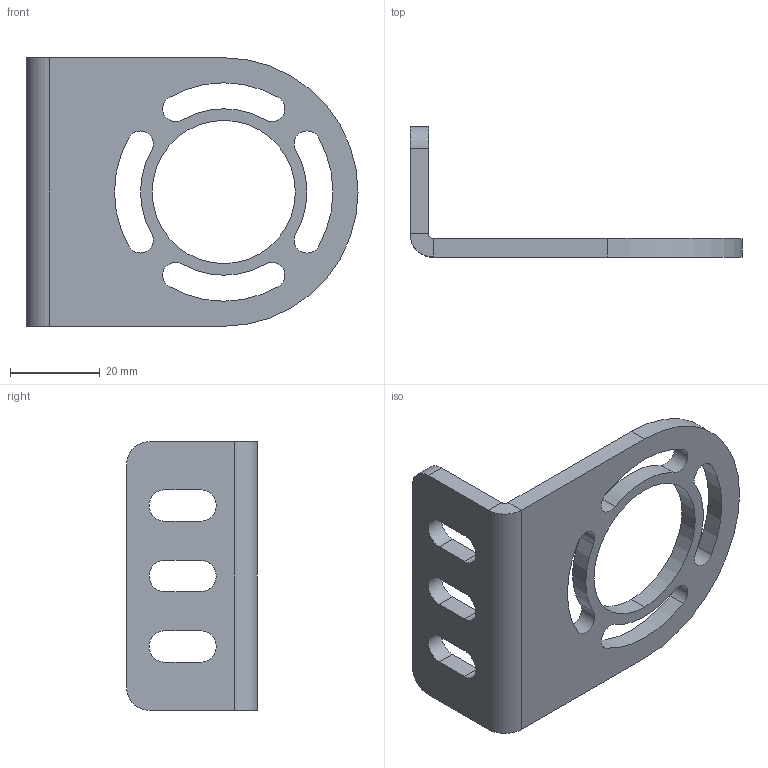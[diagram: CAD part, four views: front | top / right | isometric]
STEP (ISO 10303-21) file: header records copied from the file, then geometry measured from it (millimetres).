
FILE_DESCRIPTION((''),'2;1');
FILE_NAME('156635_SW','2011-04-06T',('banengservice'),('BANNER ENGINEERING'),'PRO/ENGINEER BY PARAMETRIC TECHNOLOGY CORPORATION, 2009141','PRO/ENGINEER BY PARAMETRIC TECHNOLOGY CORPORATION, 2009141','');
FILE_SCHEMA(('CONFIG_CONTROL_DESIGN'));
Length unit declared in the file: inch
Products named in the file (1): 156635_SW
Bounding box: 74.18 x 29.18 x 60 mm (x, y, z)
Volume: 15694.6 mm3; surface area: 10661.8 mm2
Topology: 1 solids, 1 shells, 46 faces, 124 edges, 80 vertices
Faces by surface type: cylinder 29, plane 17
Entity records: 1534 total; most frequent: DIRECTION 274, CARTESIAN_POINT 250, ORIENTED_EDGE 248, EDGE_CURVE 124, AXIS2_PLACEMENT_3D 104, VERTEX_POINT 80, VECTOR 66, LINE 66
